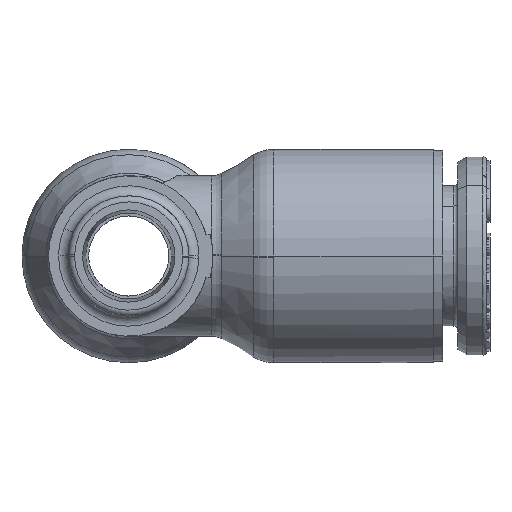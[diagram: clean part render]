
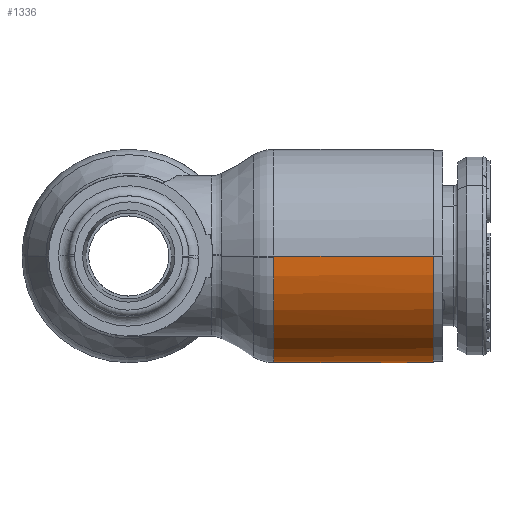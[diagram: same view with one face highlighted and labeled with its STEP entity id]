
A CAD part, front view. The second image highlights one B-rep face of the part: STEP entity #1336.
In plain terms, the highlighted cylindrical face has radius 5.325 mm (diameter 10.65 mm), a partial arc.
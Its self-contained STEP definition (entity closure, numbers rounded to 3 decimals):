
#1336=ADVANCED_FACE('',(#3694),#3695,.T.);
#3694=FACE_OUTER_BOUND('',#9089,.T.);
#3695=CYLINDRICAL_SURFACE('',#9090,5.325);
#9089=EDGE_LOOP('',(#18094,#18095,#18096,#18097,#18098));
#9090=AXIS2_PLACEMENT_3D('',#18099,#18100,#18101);
#18094=ORIENTED_EDGE('',*,*,#21871,.F.);
#18095=ORIENTED_EDGE('',*,*,#21872,.T.);
#18096=ORIENTED_EDGE('',*,*,#21873,.T.);
#18097=ORIENTED_EDGE('',*,*,#21726,.F.);
#18098=ORIENTED_EDGE('',*,*,#21870,.F.);
#18099=CARTESIAN_POINT('',(-0.76,-15.2,0.0));
#18100=DIRECTION('',(-1.0,-0.0,0.0));
#18101=DIRECTION('',(0.0,-1.0,0.0));
#21726=EDGE_CURVE('',#26668,#26671,#26672,.T.);
#21870=EDGE_CURVE('',#26679,#26668,#26904,.T.);
#21871=EDGE_CURVE('',#26905,#26679,#26906,.T.);
#21872=EDGE_CURVE('',#26905,#26907,#26908,.T.);
#21873=EDGE_CURVE('',#26907,#26671,#26909,.T.);
#26668=VERTEX_POINT('',#35759);
#26671=VERTEX_POINT('',#35762);
#26672=CIRCLE('',#35763,5.325);
#26679=VERTEX_POINT('',#35770);
#26904=CIRCLE('',#36414,5.325);
#26905=VERTEX_POINT('',#36415);
#26906=LINE('',#36416,#36417);
#26907=VERTEX_POINT('',#36418);
#26908=CIRCLE('',#36419,5.325);
#26909=LINE('',#36420,#36421);
#35759=CARTESIAN_POINT('',(7.236,-20.525,-0.072));
#35762=CARTESIAN_POINT('',(7.236,-20.525,0.0));
#35763=AXIS2_PLACEMENT_3D('',#40732,#40733,#40734);
#35770=CARTESIAN_POINT('',(7.236,-9.875,0.0));
#36414=AXIS2_PLACEMENT_3D('',#40935,#40936,#40937);
#36415=CARTESIAN_POINT('',(15.2,-9.875,0.0));
#36416=CARTESIAN_POINT('',(15.2,-9.875,0.0));
#36417=VECTOR('',#40938,7.964);
#36418=CARTESIAN_POINT('',(15.2,-20.525,0.0));
#36419=AXIS2_PLACEMENT_3D('',#40939,#40940,#40941);
#36420=CARTESIAN_POINT('',(15.2,-20.525,0.0));
#36421=VECTOR('',#40942,7.964);
#40732=CARTESIAN_POINT('',(7.236,-15.2,0.0));
#40733=DIRECTION('',(-1.0,0.0,0.0));
#40734=DIRECTION('',(0.0,1.0,0.0));
#40935=CARTESIAN_POINT('',(7.236,-15.2,0.0));
#40936=DIRECTION('',(-1.0,0.0,0.0));
#40937=DIRECTION('',(0.0,1.0,0.0));
#40938=DIRECTION('',(-1.0,0.0,0.));
#40939=CARTESIAN_POINT('',(15.2,-15.2,0.0));
#40940=DIRECTION('',(-1.0,0.0,0.0));
#40941=DIRECTION('',(0.0,1.0,0.0));
#40942=DIRECTION('',(-1.0,0.0,0.));
